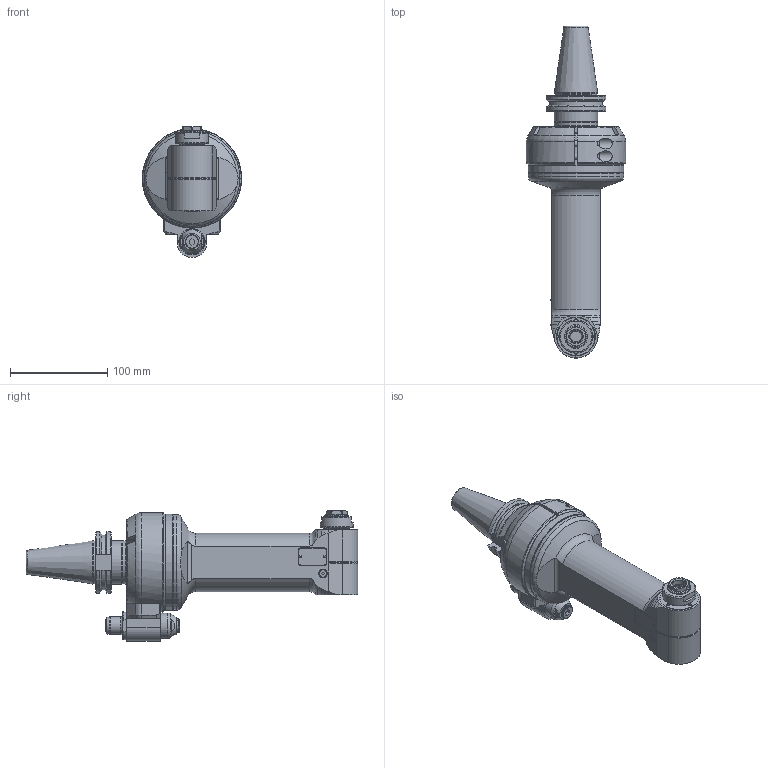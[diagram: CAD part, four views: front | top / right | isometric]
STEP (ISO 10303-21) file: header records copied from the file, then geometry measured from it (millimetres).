
FILE_DESCRIPTION(/* description */ (''),/* implementation_level */ '2;1');
FILE_NAME(/* name */ '9.F90.10L00-1C40.stp',/* time_stamp */ '2025-07-21T08:41:17-04:00',/* author */ ('jkrenzer'),/* organization */ (''),/* preprocessor_version */ 'ST-DEVELOPER v18.1',/* originating_system */ 'Autodesk Inventor 2022',/* authorisation */ '');
FILE_SCHEMA (('AUTOMOTIVE_DESIGN { 1 0 10303 214 3 1 1 }'));
Length unit declared in the file: millimetre
Products named in the file (3): 9.F90.10L00-1C40; 9_F90_10L00; 9_GA1_446_2 (EVO, Type 1, C40, 65mm, 35mm)
Assembly tree (2 placements, depth 2):
  9.F90.10L00-1C40
    9_F90_10L00
    9_GA1_446_2 (EVO, Type 1, C40, 65mm, 35mm)
Bounding box: 102 x 340.67 x 134 mm (x, y, z)
Volume: 1076094.5 mm3; surface area: 163666.1 mm2
Topology: 6 solids, 7 shells, 698 faces, 1908 edges, 1310 vertices
Faces by surface type: plane 298, cylinder 191, cone 164, torus 39, sphere 4, bspline 2
Full cylindrical faces by diameter (mm): 2.5 x3, 2.6 x2, 3 x2, 3.2 x12, 3.3 x2, 4.2 x2, 5 x3, 6 x3, 6.5 x3, 7 x2, 8 x2, 8.5 x20, 8.821 x1, 9 x1, 9.2 x1, 9.525 x1, 10 x4, 10.4 x2, 11 x3, 12 x3, 12.5 x2, 12.8 x1, 13 x2, 13.376 x1, 14 x1, 16.281 x1, 16.5 x1, 16.8 x1, 17.943 x1, 18 x2
Entity records: 25450 total; most frequent: CARTESIAN_POINT 7492, ORIENTED_EDGE 3752, DIRECTION 3719, EDGE_CURVE 1876, AXIS2_PLACEMENT_3D 1380, VERTEX_POINT 1310, LINE 959, VECTOR 959
